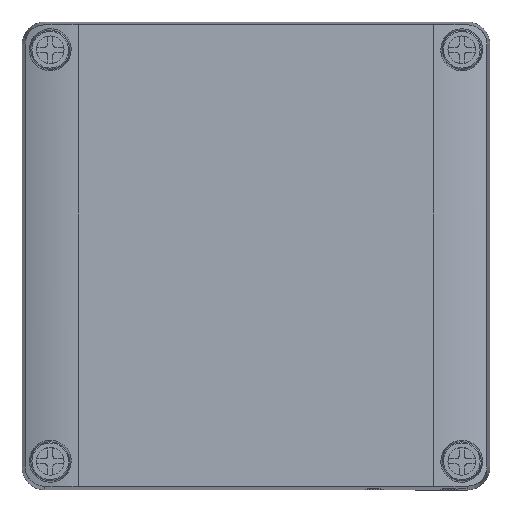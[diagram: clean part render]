
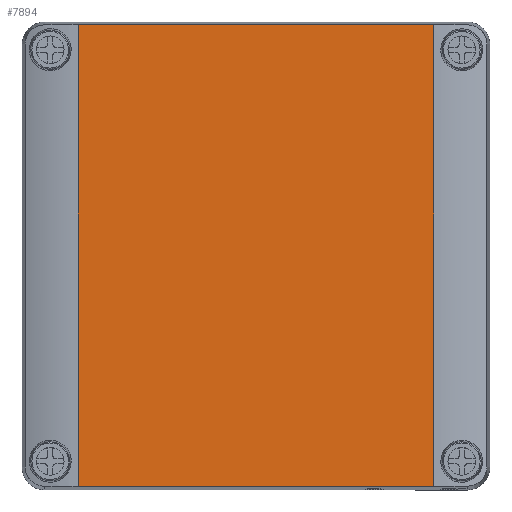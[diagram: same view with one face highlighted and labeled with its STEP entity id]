
A CAD part, top view. The second image highlights one B-rep face of the part: STEP entity #7894.
In plain terms, the highlighted planar face has unit normal (0, 0, 1).
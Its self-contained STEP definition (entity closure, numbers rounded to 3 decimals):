
#7874=AXIS2_PLACEMENT_3D('Plane Axis2P3D',#7871,#7872,#7873) ;
#7377=CARTESIAN_POINT('Vertex',(110.,0.873,100.)) ;
#7382=CARTESIAN_POINT('Line Origine',(62.5,0.873,100.)) ;
#7386=CARTESIAN_POINT('Vertex',(15.,0.873,100.)) ;
#7653=CARTESIAN_POINT('Vertex',(110.,124.127,100.)) ;
#7658=CARTESIAN_POINT('Line Origine',(110.,0.,100.)) ;
#7871=CARTESIAN_POINT('Axis2P3D Location',(15.,0.,100.)) ;
#7876=CARTESIAN_POINT('Line Origine',(62.5,124.127,100.)) ;
#7880=CARTESIAN_POINT('Vertex',(15.,124.127,100.)) ;
#7883=CARTESIAN_POINT('Line Origine',(15.,62.5,100.)) ;
#7383=DIRECTION('Vector Direction',(1.,0.,0.)) ;
#7659=DIRECTION('Vector Direction',(0.,1.,0.)) ;
#7872=DIRECTION('Axis2P3D Direction',(0.,0.,1.)) ;
#7873=DIRECTION('Axis2P3D XDirection',(1.,0.,0.)) ;
#7877=DIRECTION('Vector Direction',(1.,0.,0.)) ;
#7884=DIRECTION('Vector Direction',(0.,1.,0.)) ;
#7384=VECTOR('Line Direction',#7383,1.) ;
#7660=VECTOR('Line Direction',#7659,1.) ;
#7878=VECTOR('Line Direction',#7877,1.) ;
#7885=VECTOR('Line Direction',#7884,1.) ;
#7889=ORIENTED_EDGE('',*,*,#7662,.T.) ;
#7890=ORIENTED_EDGE('',*,*,#7882,.F.) ;
#7891=ORIENTED_EDGE('',*,*,#7887,.F.) ;
#7892=ORIENTED_EDGE('',*,*,#7388,.T.) ;
#7894=ADVANCED_FACE('DE_MPC_12-12-10\\MANIFOLD_SOLID_BREP #47104',(#7893),#7875,.T.) ;
#7388=EDGE_CURVE('',#7387,#7378,#7385,.T.) ;
#7662=EDGE_CURVE('',#7378,#7654,#7661,.T.) ;
#7882=EDGE_CURVE('',#7881,#7654,#7879,.T.) ;
#7887=EDGE_CURVE('',#7387,#7881,#7886,.T.) ;
#7888=EDGE_LOOP('',(#7889,#7890,#7891,#7892)) ;
#7893=FACE_OUTER_BOUND('',#7888,.T.) ;
#7385=LINE('Line',#7382,#7384) ;
#7661=LINE('Line',#7658,#7660) ;
#7879=LINE('Line',#7876,#7878) ;
#7886=LINE('Line',#7883,#7885) ;
#7875=PLANE('',#7874) ;
#7378=VERTEX_POINT('',#7377) ;
#7387=VERTEX_POINT('',#7386) ;
#7654=VERTEX_POINT('',#7653) ;
#7881=VERTEX_POINT('',#7880) ;
